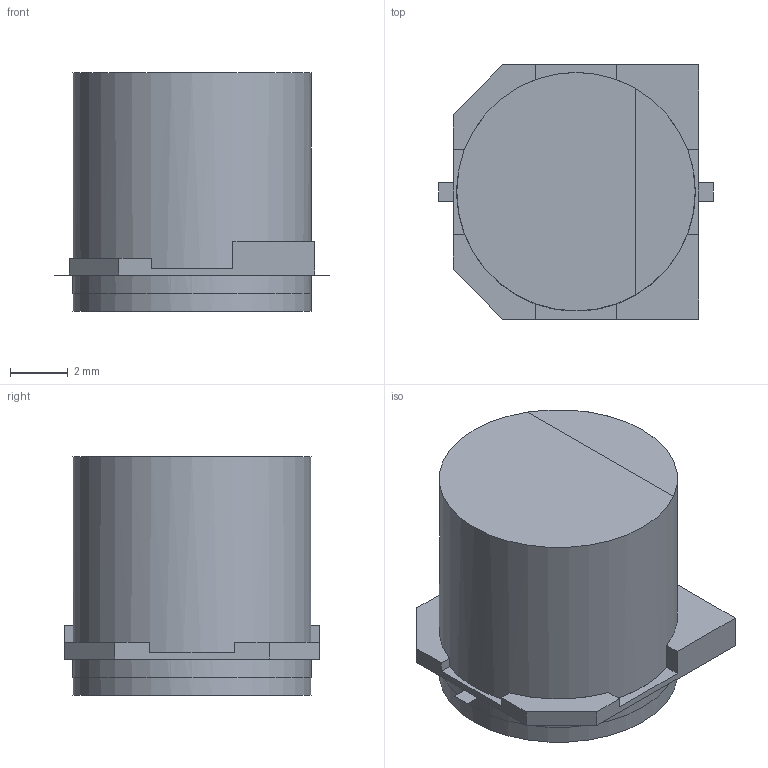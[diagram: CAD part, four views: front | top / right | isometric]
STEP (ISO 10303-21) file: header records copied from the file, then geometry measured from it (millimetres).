
FILE_DESCRIPTION(('Open CASCADE Model'),'2;1');
FILE_NAME('Open CASCADE Shape Model','2017-06-15T11:00:05',('Author'),( 'Open CASCADE'),'Open CASCADE STEP processor 6.8','Open CASCADE 6.8' ,'Unknown');
FILE_SCHEMA(('AUTOMOTIVE_DESIGN_CC2 { 1 2 10303 214 -1 1 5 4 }'));
Length unit declared in the file: millimetre
Products named in the file (9): CAPAE9588X70N.step; base; Open CASCADE STEP translator 6.8 24.1.1; cylinder; Open CASCADE STEP translator 6.8 24.2.1; Open CASCADE STEP translator 6.8 24.2.2; mark; Open CASCADE STEP translator 6.8 24.3.1; lead
Assembly tree (9 placements, depth 3):
  CAPAE9588X70N.step
    base
      Open CASCADE STEP translator 6.8 24.1.1
    cylinder
      Open CASCADE STEP translator 6.8 24.2.1
      Open CASCADE STEP translator 6.8 24.2.2
    mark
      Open CASCADE STEP translator 6.8 24.3.1
    lead  x2
Bounding box: 9.5 x 8.8 x 8.25 mm (x, y, z)
Volume: 409.3 mm3; surface area: 679.2 mm2
Topology: 5 solids, 6 shells, 79 faces, 175 edges, 109 vertices
Faces by surface type: plane 67, cylinder 12
Full cylindrical faces by diameter (mm): 7.219 x1, 8.25 x3
Entity records: 4308 total; most frequent: DIRECTION 693, CARTESIAN_POINT 682, LINE 399, VECTOR 399, ORIENTED_EDGE 323, PCURVE 323, DEFINITIONAL_REPRESENTATION 323, EDGE_CURVE 163
